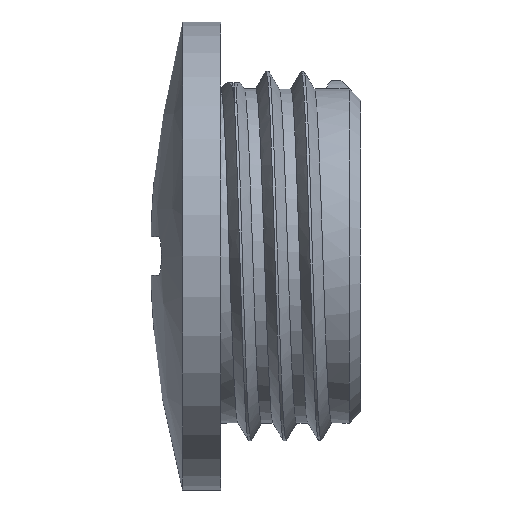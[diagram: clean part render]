
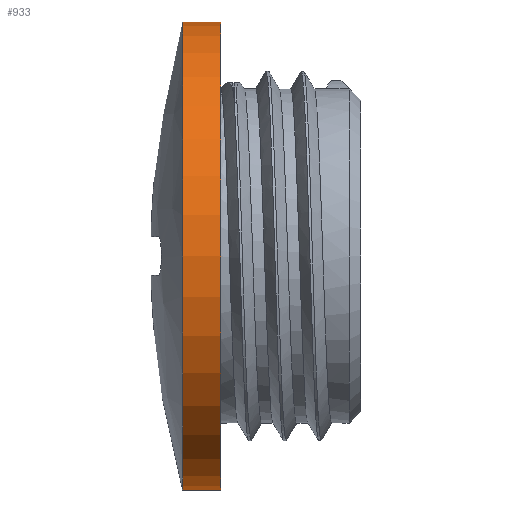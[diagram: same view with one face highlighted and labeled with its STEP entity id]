
A CAD part, front view. The second image highlights one B-rep face of the part: STEP entity #933.
In plain terms, the highlighted cylindrical face has radius 10.015 mm (diameter 20.03 mm), a full revolution.
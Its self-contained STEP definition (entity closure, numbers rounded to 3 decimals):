
#220=CYLINDRICAL_SURFACE('',#1032,10.015);
#226=FACE_BOUND('',#341,.T.);
#280=FACE_OUTER_BOUND('',#340,.T.);
#340=EDGE_LOOP('',(#871));
#341=EDGE_LOOP('',(#872));
#362=CIRCLE('',#979,10.015);
#385=CIRCLE('',#1033,10.015);
#432=VERTEX_POINT('',#2104);
#473=VERTEX_POINT('',#2300);
#535=EDGE_CURVE('',#432,#432,#362,.T.);
#607=EDGE_CURVE('',#473,#473,#385,.T.);
#871=ORIENTED_EDGE('',*,*,#535,.T.);
#872=ORIENTED_EDGE('',*,*,#607,.F.);
#933=ADVANCED_FACE('',(#280,#226),#220,.T.);
#979=AXIS2_PLACEMENT_3D('',#2105,#1133,#1134);
#1032=AXIS2_PLACEMENT_3D('',#2299,#1277,#1278);
#1033=AXIS2_PLACEMENT_3D('',#2301,#1279,#1280);
#1133=DIRECTION('center_axis',(1.,0.,0.));
#1134=DIRECTION('ref_axis',(0.,0.,-1.));
#1277=DIRECTION('center_axis',(1.,0.,0.));
#1278=DIRECTION('ref_axis',(0.,1.,0.));
#1279=DIRECTION('center_axis',(1.,0.,0.));
#1280=DIRECTION('ref_axis',(0.,0.,-1.));
#2104=CARTESIAN_POINT('',(-7.63,10.015,0.));
#2105=CARTESIAN_POINT('Origin',(-7.63,0.,0.));
#2299=CARTESIAN_POINT('Origin',(-6.815,0.,0.));
#2300=CARTESIAN_POINT('',(-6.,10.015,0.));
#2301=CARTESIAN_POINT('Origin',(-6.,0.,0.));
